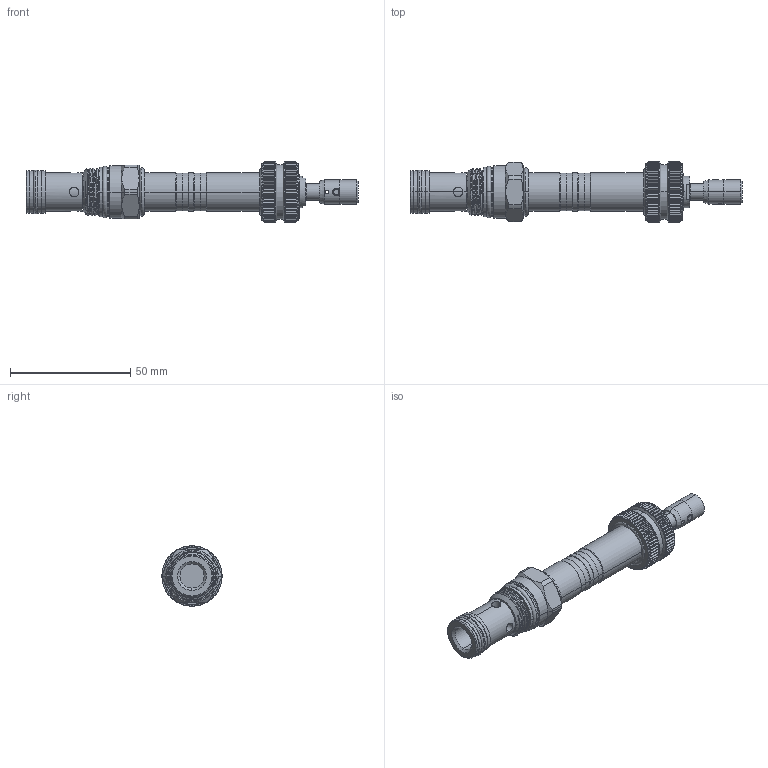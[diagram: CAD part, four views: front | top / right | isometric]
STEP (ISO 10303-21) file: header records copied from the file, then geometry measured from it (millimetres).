
FILE_DESCRIPTION (( 'STEP AP203' ), '1' );
FILE_NAME ('EP13A2C51T04.STEP', '2020-03-31T05:47:27', ( '' ), ( '' ), 'SwSTEP 2.0', 'SolidWorks 2018', '' );
FILE_SCHEMA (( 'CONFIG_CONTROL_DESIGN' ));
Products named in the file (1): EP13A2C51T04
Bounding box: 137.85 x 25 x 25 mm (x, y, z)
Volume: 25280.6 mm3; surface area: 20120.6 mm2
Topology: 14 solids, 14 shells, 1287 faces, 3330 edges, 2095 vertices
Faces by surface type: cylinder 544, plane 479, cone 213, torus 28, bspline 23
Entity records: 51631 total; most frequent: CARTESIAN_POINT 21386, ORIENTED_EDGE 6648, DIRECTION 5975, EDGE_CURVE 3324, AXIS2_PLACEMENT_3D 2325, VERTEX_POINT 2095, EDGE_LOOP 1353, LINE 1325
